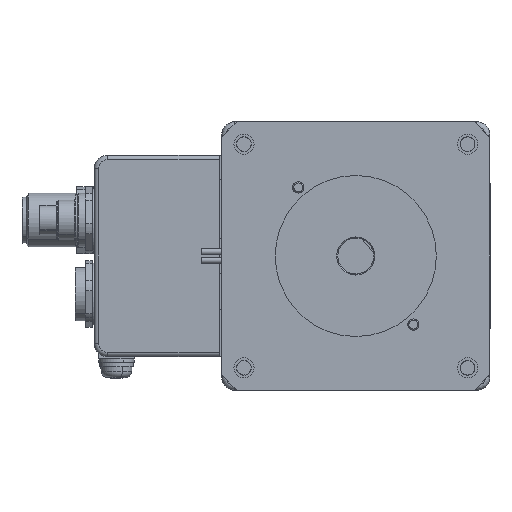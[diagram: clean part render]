
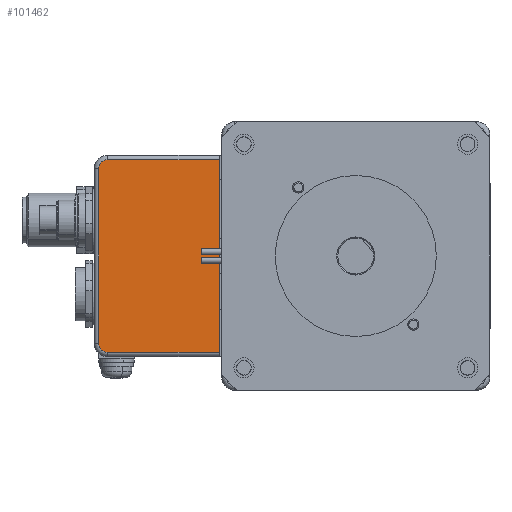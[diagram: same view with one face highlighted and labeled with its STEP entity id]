
A CAD part, left-side view. The second image highlights one B-rep face of the part: STEP entity #101462.
In plain terms, the highlighted planar face has unit normal (-1, 0, 0).
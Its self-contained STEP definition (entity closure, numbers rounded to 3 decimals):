
#5425 = VERTEX_POINT ( 'NONE', #24944 ) ;
#5488 = CARTESIAN_POINT ( 'NONE',  ( -47., 60.5, -51.5 ) ) ;
#8621 = CARTESIAN_POINT ( 'NONE',  ( -47., 85.5, -8.5 ) ) ;
#9800 = EDGE_CURVE ( 'NONE', #20517, #38723, #27331, .T. ) ;
#9879 = VERTEX_POINT ( 'NONE', #76159 ) ;
#13895 = LINE ( 'NONE', #8621, #28012 ) ;
#15131 = EDGE_CURVE ( 'NONE', #77913, #96440, #92767, .T. ) ;
#18146 = EDGE_CURVE ( 'NONE', #9879, #77913, #13895, .T. ) ;
#18324 = DIRECTION ( 'NONE',  ( 0., 0., -1. ) ) ;
#20517 = VERTEX_POINT ( 'NONE', #23748 ) ;
#23748 = CARTESIAN_POINT ( 'NONE',  ( -47., 85.5, -51.5 ) ) ;
#24944 = CARTESIAN_POINT ( 'NONE',  ( -47., 87.5, -49.5 ) ) ;
#25715 = VECTOR ( 'NONE', #51335, 1000. ) ;
#26456 = DIRECTION ( 'NONE',  ( 0., 0., -1. ) ) ;
#27331 = LINE ( 'NONE', #86667, #102559 ) ;
#28012 = VECTOR ( 'NONE', #28817, 1000. ) ;
#28817 = DIRECTION ( 'NONE',  ( 0., 1., 0. ) ) ;
#31880 = CARTESIAN_POINT ( 'NONE',  ( -47., 0., 0. ) ) ;
#32164 = ORIENTED_EDGE ( 'NONE', *, *, #121007, .T. ) ;
#38723 = VERTEX_POINT ( 'NONE', #5488 ) ;
#40313 = ORIENTED_EDGE ( 'NONE', *, *, #9800, .T. ) ;
#41526 = CARTESIAN_POINT ( 'NONE',  ( -47., 85.5, -8.5 ) ) ;
#44226 = ORIENTED_EDGE ( 'NONE', *, *, #15131, .T. ) ;
#47311 = CARTESIAN_POINT ( 'NONE',  ( -47., 85.5, -49.5 ) ) ;
#50567 = EDGE_CURVE ( 'NONE', #9879, #38723, #116524, .T. ) ;
#51335 = DIRECTION ( 'NONE',  ( 0., 0., -1. ) ) ;
#53278 = DIRECTION ( 'NONE',  ( -1., 0., 0. ) ) ;
#53962 = AXIS2_PLACEMENT_3D ( 'NONE', #92644, #53278, #83833 ) ;
#55525 = LINE ( 'NONE', #91148, #25715 ) ;
#57332 = DIRECTION ( 'NONE',  ( -1., 0., 0. ) ) ;
#57877 = CIRCLE ( 'NONE', #110830, 2. ) ;
#66414 = EDGE_LOOP ( 'NONE', ( #88306, #76122, #44226, #122557, #32164, #40313 ) ) ;
#76122 = ORIENTED_EDGE ( 'NONE', *, *, #18146, .T. ) ;
#76159 = CARTESIAN_POINT ( 'NONE',  ( -47., 60.5, -8.5 ) ) ;
#77913 = VERTEX_POINT ( 'NONE', #41526 ) ;
#83541 = VECTOR ( 'NONE', #26456, 1000. ) ;
#83833 = DIRECTION ( 'NONE',  ( 0., 0., -1. ) ) ;
#83977 = AXIS2_PLACEMENT_3D ( 'NONE', #31880, #122546, #92249 ) ;
#86667 = CARTESIAN_POINT ( 'NONE',  ( -47., 0., -51.5 ) ) ;
#88306 = ORIENTED_EDGE ( 'NONE', *, *, #50567, .F. ) ;
#91148 = CARTESIAN_POINT ( 'NONE',  ( -47., 87.5, 0. ) ) ;
#92249 = DIRECTION ( 'NONE',  ( 0., 0., -1. ) ) ;
#92644 = CARTESIAN_POINT ( 'NONE',  ( -47., 85.5, -10.5 ) ) ;
#92767 = CIRCLE ( 'NONE', #53962, 2. ) ;
#96440 = VERTEX_POINT ( 'NONE', #100771 ) ;
#100771 = CARTESIAN_POINT ( 'NONE',  ( -47., 87.5, -10.5 ) ) ;
#101421 = PLANE ( 'NONE',  #83977 ) ;
#101462 = ADVANCED_FACE ( 'NONE', ( #124742 ), #101421, .F. ) ;
#102559 = VECTOR ( 'NONE', #126603, 1000. ) ;
#110830 = AXIS2_PLACEMENT_3D ( 'NONE', #47311, #57332, #18324 ) ;
#115844 = CARTESIAN_POINT ( 'NONE',  ( -47., 60.5, 0. ) ) ;
#116434 = EDGE_CURVE ( 'NONE', #96440, #5425, #55525, .T. ) ;
#116524 = LINE ( 'NONE', #115844, #83541 ) ;
#121007 = EDGE_CURVE ( 'NONE', #5425, #20517, #57877, .T. ) ;
#122546 = DIRECTION ( 'NONE',  ( 1., 0., 0. ) ) ;
#122557 = ORIENTED_EDGE ( 'NONE', *, *, #116434, .T. ) ;
#124742 = FACE_OUTER_BOUND ( 'NONE', #66414, .T. ) ;
#126603 = DIRECTION ( 'NONE',  ( 0., -1., 0. ) ) ;
